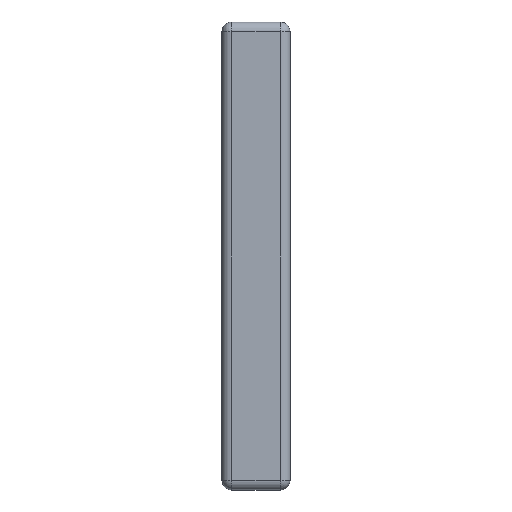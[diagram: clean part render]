
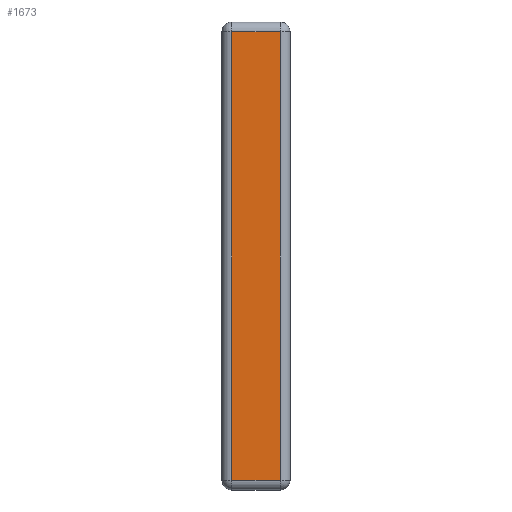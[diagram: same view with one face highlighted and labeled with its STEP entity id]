
A CAD part, left-side view. The second image highlights one B-rep face of the part: STEP entity #1673.
In plain terms, the highlighted planar face has unit normal (-1, 0, 0).
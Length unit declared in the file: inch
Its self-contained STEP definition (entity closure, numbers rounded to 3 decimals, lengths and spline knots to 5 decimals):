
#23 = LINE ( 'NONE', #295, #636 ) ;
#33 = CARTESIAN_POINT ( 'NONE',  ( -3., -0.3125, -2.875 ) ) ;
#42 = VECTOR ( 'NONE', #831, 39.37008 ) ;
#94 = CARTESIAN_POINT ( 'NONE',  ( -3., 0.3125, 2.875 ) ) ;
#129 = DIRECTION ( 'NONE',  ( 0., 0., -1. ) ) ;
#150 = EDGE_LOOP ( 'NONE', ( #523, #460, #1160, #470 ) ) ;
#173 = DIRECTION ( 'NONE',  ( 0., 0., 1. ) ) ;
#193 = VERTEX_POINT ( 'NONE', #1147 ) ;
#250 = CARTESIAN_POINT ( 'NONE',  ( -3., 0.3125, 3. ) ) ;
#295 = CARTESIAN_POINT ( 'NONE',  ( -3., -0.4375, -2.875 ) ) ;
#311 = EDGE_CURVE ( 'NONE', #642, #623, #807, .T. ) ;
#351 = DIRECTION ( 'NONE',  ( 0., 0., -1. ) ) ;
#460 = ORIENTED_EDGE ( 'NONE', *, *, #478, .T. ) ;
#470 = ORIENTED_EDGE ( 'NONE', *, *, #964, .T. ) ;
#478 = EDGE_CURVE ( 'NONE', #623, #973, #23, .T. ) ;
#523 = ORIENTED_EDGE ( 'NONE', *, *, #311, .T. ) ;
#619 = PLANE ( 'NONE',  #1074 ) ;
#623 = VERTEX_POINT ( 'NONE', #1152 ) ;
#636 = VECTOR ( 'NONE', #1537, 39.37008 ) ;
#642 = VERTEX_POINT ( 'NONE', #94 ) ;
#807 = LINE ( 'NONE', #250, #1286 ) ;
#831 = DIRECTION ( 'NONE',  ( 0., 1., 0. ) ) ;
#920 = CARTESIAN_POINT ( 'NONE',  ( -3., -0.4375, 3. ) ) ;
#964 = EDGE_CURVE ( 'NONE', #193, #642, #1236, .T. ) ;
#973 = VERTEX_POINT ( 'NONE', #33 ) ;
#979 = EDGE_CURVE ( 'NONE', #973, #193, #1507, .T. ) ;
#986 = VECTOR ( 'NONE', #173, 39.37008 ) ;
#1055 = DIRECTION ( 'NONE',  ( 1., 0., 0. ) ) ;
#1074 = AXIS2_PLACEMENT_3D ( 'NONE', #920, #1055, #351 ) ;
#1147 = CARTESIAN_POINT ( 'NONE',  ( -3., -0.3125, 2.875 ) ) ;
#1152 = CARTESIAN_POINT ( 'NONE',  ( -3., 0.3125, -2.875 ) ) ;
#1160 = ORIENTED_EDGE ( 'NONE', *, *, #979, .T. ) ;
#1171 = FACE_OUTER_BOUND ( 'NONE', #150, .T. ) ;
#1236 = LINE ( 'NONE', #1248, #42 ) ;
#1248 = CARTESIAN_POINT ( 'NONE',  ( -3., -0.4375, 2.875 ) ) ;
#1257 = CARTESIAN_POINT ( 'NONE',  ( -3., -0.3125, 3. ) ) ;
#1286 = VECTOR ( 'NONE', #129, 39.37008 ) ;
#1507 = LINE ( 'NONE', #1257, #986 ) ;
#1537 = DIRECTION ( 'NONE',  ( 0., -1., 0. ) ) ;
#1673 = ADVANCED_FACE ( 'NONE', ( #1171 ), #619, .F. ) ;
